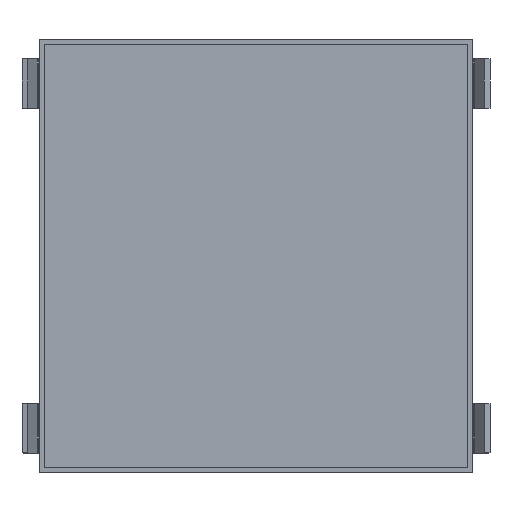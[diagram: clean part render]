
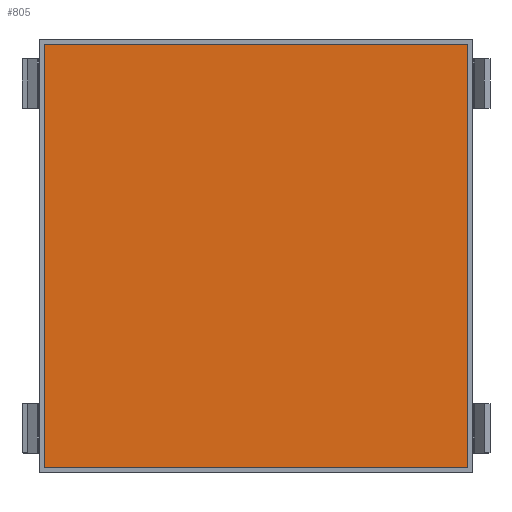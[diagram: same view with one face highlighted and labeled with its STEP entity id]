
A CAD part, top view. The second image highlights one B-rep face of the part: STEP entity #805.
In plain terms, the highlighted planar face has unit normal (0, 0, 1).
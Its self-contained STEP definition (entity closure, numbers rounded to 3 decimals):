
#134=DIRECTION('',(0.,-1.,0.));
#135=VECTOR('',#134,4.3);
#136=CARTESIAN_POINT('',(-2.15,2.15,0.));
#137=LINE('',#136,#135);
#138=DIRECTION('',(-1.,0.,0.));
#139=VECTOR('',#138,4.3);
#140=CARTESIAN_POINT('',(2.15,2.15,0.));
#141=LINE('',#140,#139);
#142=DIRECTION('',(0.,1.,0.));
#143=VECTOR('',#142,4.3);
#144=CARTESIAN_POINT('',(2.15,-2.15,0.));
#145=LINE('',#144,#143);
#146=DIRECTION('',(1.,0.,0.));
#147=VECTOR('',#146,4.3);
#148=CARTESIAN_POINT('',(-2.15,-2.15,0.));
#149=LINE('',#148,#147);
#630=CARTESIAN_POINT('',(-2.15,2.15,0.));
#631=CARTESIAN_POINT('',(-2.15,-2.15,0.));
#632=VERTEX_POINT('',#630);
#633=VERTEX_POINT('',#631);
#634=CARTESIAN_POINT('',(2.15,-2.15,0.));
#635=VERTEX_POINT('',#634);
#636=CARTESIAN_POINT('',(2.15,2.15,0.));
#637=VERTEX_POINT('',#636);
#790=CARTESIAN_POINT('',(0.,0.,0.));
#791=DIRECTION('',(0.,0.,1.));
#792=DIRECTION('',(1.,0.,0.));
#793=AXIS2_PLACEMENT_3D('',#790,#791,#792);
#794=PLANE('',#793);
#796=ORIENTED_EDGE('',*,*,#795,.F.);
#798=ORIENTED_EDGE('',*,*,#797,.F.);
#800=ORIENTED_EDGE('',*,*,#799,.F.);
#802=ORIENTED_EDGE('',*,*,#801,.F.);
#803=EDGE_LOOP('',(#796,#798,#800,#802));
#804=FACE_OUTER_BOUND('',#803,.F.);
#795=EDGE_CURVE('',#632,#633,#137,.T.);
#797=EDGE_CURVE('',#637,#632,#141,.T.);
#799=EDGE_CURVE('',#635,#637,#145,.T.);
#801=EDGE_CURVE('',#633,#635,#149,.T.);
#805=ADVANCED_FACE('',(#804),#794,.T.);
